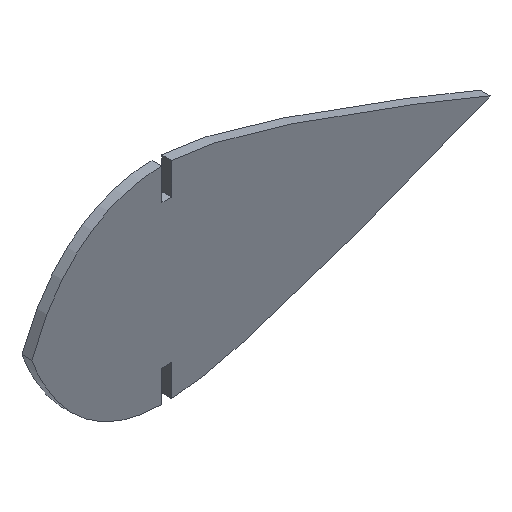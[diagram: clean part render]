
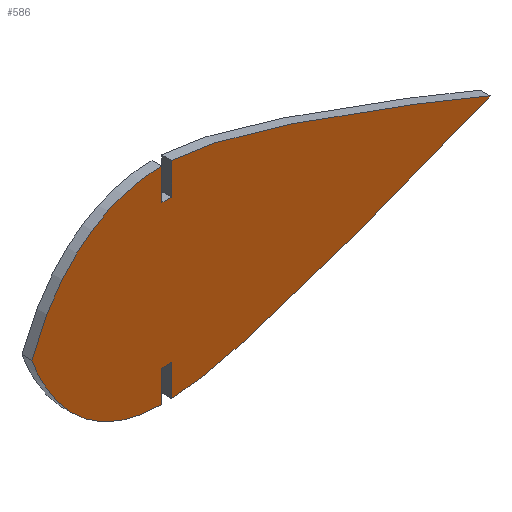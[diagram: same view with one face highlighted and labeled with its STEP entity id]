
A CAD part, isometric view. The second image highlights one B-rep face of the part: STEP entity #586.
In plain terms, the highlighted planar face has unit normal (0, -1, 0).
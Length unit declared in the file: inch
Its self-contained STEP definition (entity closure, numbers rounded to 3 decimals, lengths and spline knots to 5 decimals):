
#272=CIRCLE('',#611,0.00157);
#291=PLANE('',#617);
#304=FACE_OUTER_BOUND('',#317,.T.);
#317=EDGE_LOOP('',(#559,#560,#561,#562,#563,#564,#565,#566,#567,#568,#569));
#320=LINE('',#721,#343);
#323=LINE('',#727,#346);
#326=LINE('',#733,#349);
#332=LINE('',#799,#355);
#335=LINE('',#805,#358);
#338=LINE('',#811,#361);
#343=VECTOR('',#633,0.3937);
#346=VECTOR('',#638,0.3937);
#349=VECTOR('',#643,0.3937);
#355=VECTOR('',#657,0.3937);
#358=VECTOR('',#662,0.3937);
#361=VECTOR('',#667,0.3937);
#364=B_SPLINE_CURVE_WITH_KNOTS('',4,(#705,#706,#707,#708,#709),
 .UNSPECIFIED.,.F.,.F.,(5,5),(1.,1.82672),.UNSPECIFIED.);
#366=B_SPLINE_CURVE_WITH_KNOTS('',4,(#750,#751,#752,#753,#754,#755),
 .UNSPECIFIED.,.F.,.F.,(5,1,5),(1.8769,2.86281,2.98591),
 .UNSPECIFIED.);
#368=B_SPLINE_CURVE_WITH_KNOTS('',4,(#783,#784,#785,#786,#787,#788),
 .UNSPECIFIED.,.F.,.F.,(5,1,5),(1.87693,2.,2.98633),
 .UNSPECIFIED.);
#370=B_SPLINE_CURVE_WITH_KNOTS('',4,(#825,#826,#827,#828,#829),
 .UNSPECIFIED.,.F.,.F.,(5,5),(1.,1.82675),.UNSPECIFIED.);
#449=VERTEX_POINT('',#703);
#450=VERTEX_POINT('',#704);
#453=VERTEX_POINT('',#720);
#455=VERTEX_POINT('',#726);
#457=VERTEX_POINT('',#732);
#459=VERTEX_POINT('',#749);
#461=VERTEX_POINT('',#765);
#463=VERTEX_POINT('',#782);
#465=VERTEX_POINT('',#798);
#467=VERTEX_POINT('',#804);
#469=VERTEX_POINT('',#810);
#471=EDGE_CURVE('',#449,#450,#364,.T.);
#475=EDGE_CURVE('',#453,#449,#320,.T.);
#478=EDGE_CURVE('',#455,#453,#323,.T.);
#481=EDGE_CURVE('',#457,#455,#326,.T.);
#484=EDGE_CURVE('',#459,#457,#366,.T.);
#487=EDGE_CURVE('',#461,#459,#272,.T.);
#490=EDGE_CURVE('',#463,#461,#368,.T.);
#493=EDGE_CURVE('',#465,#463,#332,.T.);
#496=EDGE_CURVE('',#467,#465,#335,.T.);
#499=EDGE_CURVE('',#469,#467,#338,.T.);
#502=EDGE_CURVE('',#450,#469,#370,.T.);
#559=ORIENTED_EDGE('',*,*,#502,.F.);
#560=ORIENTED_EDGE('',*,*,#471,.F.);
#561=ORIENTED_EDGE('',*,*,#475,.F.);
#562=ORIENTED_EDGE('',*,*,#478,.F.);
#563=ORIENTED_EDGE('',*,*,#481,.F.);
#564=ORIENTED_EDGE('',*,*,#484,.F.);
#565=ORIENTED_EDGE('',*,*,#487,.F.);
#566=ORIENTED_EDGE('',*,*,#490,.F.);
#567=ORIENTED_EDGE('',*,*,#493,.F.);
#568=ORIENTED_EDGE('',*,*,#496,.F.);
#569=ORIENTED_EDGE('',*,*,#499,.F.);
#586=ADVANCED_FACE('',(#304),#291,.F.);
#611=AXIS2_PLACEMENT_3D('',#766,#649,#650);
#617=AXIS2_PLACEMENT_3D('',#836,#672,#673);
#633=DIRECTION('',(0.,0.,-1.));
#638=DIRECTION('',(-0.999,0.,-0.04));
#643=DIRECTION('',(0.,0.,1.));
#649=DIRECTION('center_axis',(0.,1.,0.));
#650=DIRECTION('ref_axis',(0.835,0.,0.551));
#657=DIRECTION('',(0.,0.,1.));
#662=DIRECTION('',(0.999,0.,-0.04));
#667=DIRECTION('',(0.,0.,-1.));
#672=DIRECTION('center_axis',(0.,1.,0.));
#673=DIRECTION('ref_axis',(0.,0.,1.));
#703=CARTESIAN_POINT('',(-1.16469,0.,-1.2438));
#704=CARTESIAN_POINT('',(-2.73094,0.,0.00001));
#705=CARTESIAN_POINT('Ctrl Pts',(-1.16469,0.,-1.2438));
#706=CARTESIAN_POINT('Ctrl Pts',(-1.63969,0.,-1.23903));
#707=CARTESIAN_POINT('Ctrl Pts',(-2.00108,0.,-1.0792));
#708=CARTESIAN_POINT('Ctrl Pts',(-2.44874,0.,-0.76636));
#709=CARTESIAN_POINT('Ctrl Pts',(-2.73094,0.,0.00001));
#720=CARTESIAN_POINT('',(-1.16469,0.,-0.86451));
#721=CARTESIAN_POINT('',(-1.16469,0.,-0.86451));
#726=CARTESIAN_POINT('',(-1.04668,0.,-0.85983));
#727=CARTESIAN_POINT('',(-1.04668,0.,-0.85983));
#732=CARTESIAN_POINT('',(-1.04668,0.,-1.24153));
#733=CARTESIAN_POINT('',(-1.04668,0.,-1.24153));
#749=CARTESIAN_POINT('',(2.78723,0.,-0.00086));
#750=CARTESIAN_POINT('Ctrl Pts',(2.78723,0.,-0.00086));
#751=CARTESIAN_POINT('Ctrl Pts',(2.76202,0.,-0.03051));
#752=CARTESIAN_POINT('Ctrl Pts',(0.73125,0.,-0.82535));
#753=CARTESIAN_POINT('Ctrl Pts',(-0.27662,0.,-1.17517));
#754=CARTESIAN_POINT('Ctrl Pts',(-0.97252,0.,-1.23802));
#755=CARTESIAN_POINT('Ctrl Pts',(-1.04668,0.,-1.24153));
#765=CARTESIAN_POINT('',(2.78718,0.,0.0008));
#766=CARTESIAN_POINT('Origin',(2.78587,0.,-0.00007));
#782=CARTESIAN_POINT('',(-1.04668,0.,1.24151));
#783=CARTESIAN_POINT('Ctrl Pts',(-1.04668,0.,1.24151));
#784=CARTESIAN_POINT('Ctrl Pts',(-0.97254,0.,1.238));
#785=CARTESIAN_POINT('Ctrl Pts',(-0.27639,0.,1.17511));
#786=CARTESIAN_POINT('Ctrl Pts',(0.73198,0.,0.82505));
#787=CARTESIAN_POINT('Ctrl Pts',(2.76425,0.,0.02959));
#788=CARTESIAN_POINT('Ctrl Pts',(2.78718,0.,0.0008));
#798=CARTESIAN_POINT('',(-1.04668,0.,0.85982));
#799=CARTESIAN_POINT('',(-1.04668,0.,0.85982));
#804=CARTESIAN_POINT('',(-1.16469,0.,0.8645));
#805=CARTESIAN_POINT('',(-1.16469,0.,0.8645));
#810=CARTESIAN_POINT('',(-1.16469,0.,1.24379));
#811=CARTESIAN_POINT('',(-1.16469,0.,1.24379));
#825=CARTESIAN_POINT('Ctrl Pts',(-2.73094,0.,0.00001));
#826=CARTESIAN_POINT('Ctrl Pts',(-2.44873,0.,0.76637));
#827=CARTESIAN_POINT('Ctrl Pts',(-2.00108,0.,1.07921));
#828=CARTESIAN_POINT('Ctrl Pts',(-1.6397,0.,1.23904));
#829=CARTESIAN_POINT('Ctrl Pts',(-1.16469,0.,1.24379));
#836=CARTESIAN_POINT('Origin',(-0.28933,0.,-0.00001));
